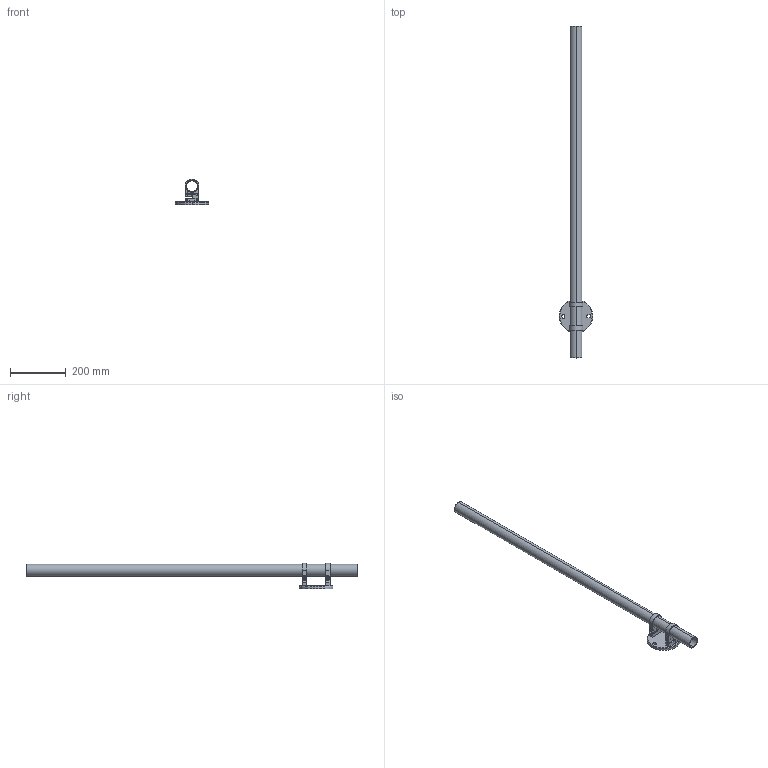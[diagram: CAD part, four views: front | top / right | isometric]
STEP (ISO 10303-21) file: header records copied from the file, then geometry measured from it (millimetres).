
FILE_DESCRIPTION (( 'STEP AP203' ), '1' );
FILE_NAME ('40540-240.step', '2019-08-20T11:18:02', ( '' ), ( '' ), 'SwSTEP 2.0', 'SolidWorks 2015', '' );
FILE_SCHEMA (( 'CONFIG_CONTROL_DESIGN' ));
Length unit declared in the file: millimetre
Products named in the file (7): 50138-240P Konfig_50138-240 Teil1; socket head cap screw_din_DIN 912 M8 x 30 --- 30S; 40540-240; 405XX-240 Teil1_40540-240 Teil1; 50138-240_50138-240; 6020X-240 Teil1 Konfig_50138-240 Teil2; socket countersunk head screw_din_DIN 7991 - M8 x 20 --- 20S
Assembly tree (11 placements, depth 3):
  40540-240
    405XX-240 Teil1_40540-240 Teil1
    50138-240_50138-240
      50138-240P Konfig_50138-240 Teil1
      6020X-240 Teil1 Konfig_50138-240 Teil2  x2
      socket head cap screw_din_DIN 912 M8 x 30 --- 30S  x2
      socket countersunk head screw_din_DIN 7991 - M8 x 20 --- 20S  x4
Bounding box: 120 x 1190 x 91.3 mm (x, y, z)
Volume: 469952.2 mm3; surface area: 364343.3 mm2
Topology: 10 solids, 10 shells, 1047 faces, 2690 edges, 1684 vertices
Faces by surface type: cone 406, cylinder 259, plane 255, bspline 111, torus 16
Entity records: 24669 total; most frequent: CARTESIAN_POINT 10252, ORIENTED_EDGE 2936, DIRECTION 2640, EDGE_CURVE 1468, VERTEX_POINT 940, AXIS2_PLACEMENT_3D 932, LINE 776, VECTOR 776
